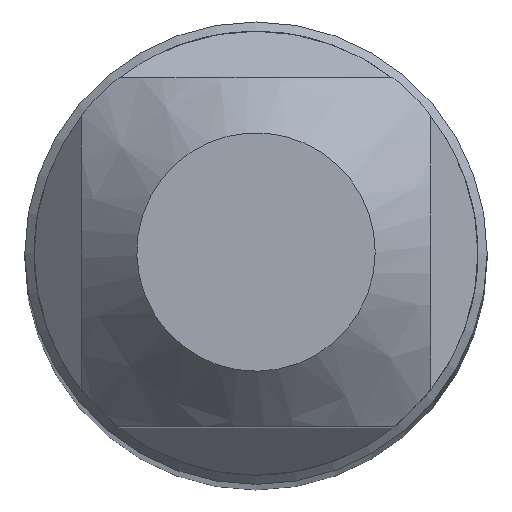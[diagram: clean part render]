
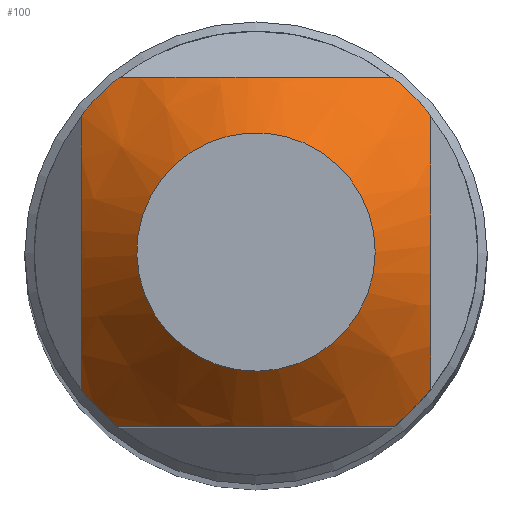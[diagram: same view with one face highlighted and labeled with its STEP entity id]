
A CAD part, top view. The second image highlights one B-rep face of the part: STEP entity #100.
In plain terms, the highlighted conical face has half-angle 45 degrees and reference radius 1.16 mm.
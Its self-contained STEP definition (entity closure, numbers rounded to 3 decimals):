
#100=ADVANCED_FACE('',(#132,#133),#125,.T.);
#125=CONICAL_SURFACE('',#411,1.16,45.);
#132=FACE_BOUND('',#158,.T.);
#133=FACE_BOUND('',#159,.T.);
#158=EDGE_LOOP('',(#196));
#159=EDGE_LOOP('',(#197,#198,#199,#200,#201,#202,#203,#204));
#196=ORIENTED_EDGE('',*,*,#302,.F.);
#197=ORIENTED_EDGE('',*,*,#303,.T.);
#198=ORIENTED_EDGE('',*,*,#304,.T.);
#199=ORIENTED_EDGE('',*,*,#305,.T.);
#200=ORIENTED_EDGE('',*,*,#306,.T.);
#201=ORIENTED_EDGE('',*,*,#307,.T.);
#202=ORIENTED_EDGE('',*,*,#308,.T.);
#203=ORIENTED_EDGE('',*,*,#309,.T.);
#204=ORIENTED_EDGE('',*,*,#310,.T.);
#272=VERTEX_POINT('',#597);
#273=VERTEX_POINT('',#599);
#274=VERTEX_POINT('',#600);
#275=VERTEX_POINT('',#607);
#276=VERTEX_POINT('',#609);
#277=VERTEX_POINT('',#616);
#278=VERTEX_POINT('',#618);
#279=VERTEX_POINT('',#625);
#280=VERTEX_POINT('',#627);
#302=EDGE_CURVE('',#272,#272,#340,.T.);
#303=EDGE_CURVE('',#273,#274,#341,.T.);
#304=EDGE_CURVE('',#274,#275,#367,.T.);
#305=EDGE_CURVE('',#275,#276,#342,.T.);
#306=EDGE_CURVE('',#276,#277,#368,.T.);
#307=EDGE_CURVE('',#277,#278,#343,.T.);
#308=EDGE_CURVE('',#278,#279,#369,.T.);
#309=EDGE_CURVE('',#279,#280,#344,.T.);
#310=EDGE_CURVE('',#280,#273,#370,.T.);
#340=CIRCLE('',#406,1.16);
#341=CIRCLE('',#407,2.16);
#342=CIRCLE('',#408,2.16);
#343=CIRCLE('',#409,2.16);
#344=CIRCLE('',#410,2.16);
#367=B_SPLINE_CURVE_WITH_KNOTS('',3,(#601,#602,#603,#604,#605,#606),
 .UNSPECIFIED.,.F.,.F.,(4,2,4),(0.,0.5,1.),.UNSPECIFIED.);
#368=B_SPLINE_CURVE_WITH_KNOTS('',3,(#610,#611,#612,#613,#614,#615),
 .UNSPECIFIED.,.F.,.F.,(4,2,4),(0.,0.5,1.),.UNSPECIFIED.);
#369=B_SPLINE_CURVE_WITH_KNOTS('',3,(#619,#620,#621,#622,#623,#624),
 .UNSPECIFIED.,.F.,.F.,(4,2,4),(0.,0.5,1.),.UNSPECIFIED.);
#370=B_SPLINE_CURVE_WITH_KNOTS('',3,(#628,#629,#630,#631,#632,#633),
 .UNSPECIFIED.,.F.,.F.,(4,2,4),(0.,0.5,1.),.UNSPECIFIED.);
#406=AXIS2_PLACEMENT_3D('',#596,#461,#462);
#407=AXIS2_PLACEMENT_3D('',#598,#463,#464);
#408=AXIS2_PLACEMENT_3D('',#608,#465,#466);
#409=AXIS2_PLACEMENT_3D('',#617,#467,#468);
#410=AXIS2_PLACEMENT_3D('',#626,#469,#470);
#411=AXIS2_PLACEMENT_3D('',#634,#471,#472);
#461=DIRECTION('',(0.,0.,1.));
#462=DIRECTION('',(1.,0.,0.));
#463=DIRECTION('',(0.,0.,1.));
#464=DIRECTION('',(-1.,0.,0.));
#465=DIRECTION('',(0.,0.,1.));
#466=DIRECTION('',(-1.,0.,0.));
#467=DIRECTION('',(0.,0.,1.));
#468=DIRECTION('',(-1.,0.,0.));
#469=DIRECTION('',(0.,0.,1.));
#470=DIRECTION('',(-1.,0.,0.));
#471=DIRECTION('',(0.,0.,-1.));
#472=DIRECTION('',(-1.,0.,0.));
#596=CARTESIAN_POINT('',(0.,0.,0.));
#597=CARTESIAN_POINT('',(1.16,0.,0.));
#598=CARTESIAN_POINT('',(0.,0.,-1.));
#599=CARTESIAN_POINT('',(1.333,-1.7,-1.));
#600=CARTESIAN_POINT('',(1.7,-1.333,-1.));
#601=CARTESIAN_POINT('',(1.7,-1.333,-1.));
#602=CARTESIAN_POINT('',(1.7,-0.928,-0.75));
#603=CARTESIAN_POINT('',(1.7,-0.475,-0.54));
#604=CARTESIAN_POINT('',(1.7,0.474,-0.54));
#605=CARTESIAN_POINT('',(1.7,0.931,-0.752));
#606=CARTESIAN_POINT('',(1.7,1.333,-1.));
#607=CARTESIAN_POINT('',(1.7,1.333,-1.));
#608=CARTESIAN_POINT('',(0.,0.,-1.));
#609=CARTESIAN_POINT('',(1.333,1.7,-1.));
#610=CARTESIAN_POINT('',(1.333,1.7,-1.));
#611=CARTESIAN_POINT('',(0.928,1.7,-0.75));
#612=CARTESIAN_POINT('',(0.475,1.7,-0.54));
#613=CARTESIAN_POINT('',(-0.474,1.7,-0.54));
#614=CARTESIAN_POINT('',(-0.931,1.7,-0.752));
#615=CARTESIAN_POINT('',(-1.333,1.7,-1.));
#616=CARTESIAN_POINT('',(-1.333,1.7,-1.));
#617=CARTESIAN_POINT('',(0.,0.,-1.));
#618=CARTESIAN_POINT('',(-1.7,1.333,-1.));
#619=CARTESIAN_POINT('',(-1.7,1.333,-1.));
#620=CARTESIAN_POINT('',(-1.7,0.931,-0.752));
#621=CARTESIAN_POINT('',(-1.7,0.474,-0.54));
#622=CARTESIAN_POINT('',(-1.7,-0.475,-0.54));
#623=CARTESIAN_POINT('',(-1.7,-0.928,-0.75));
#624=CARTESIAN_POINT('',(-1.7,-1.333,-1.));
#625=CARTESIAN_POINT('',(-1.7,-1.333,-1.));
#626=CARTESIAN_POINT('',(0.,0.,-1.));
#627=CARTESIAN_POINT('',(-1.333,-1.7,-1.));
#628=CARTESIAN_POINT('',(-1.333,-1.7,-1.));
#629=CARTESIAN_POINT('',(-0.931,-1.7,-0.752));
#630=CARTESIAN_POINT('',(-0.474,-1.7,-0.54));
#631=CARTESIAN_POINT('',(0.475,-1.7,-0.54));
#632=CARTESIAN_POINT('',(0.928,-1.7,-0.75));
#633=CARTESIAN_POINT('',(1.333,-1.7,-1.));
#634=CARTESIAN_POINT('',(0.,0.,0.));
